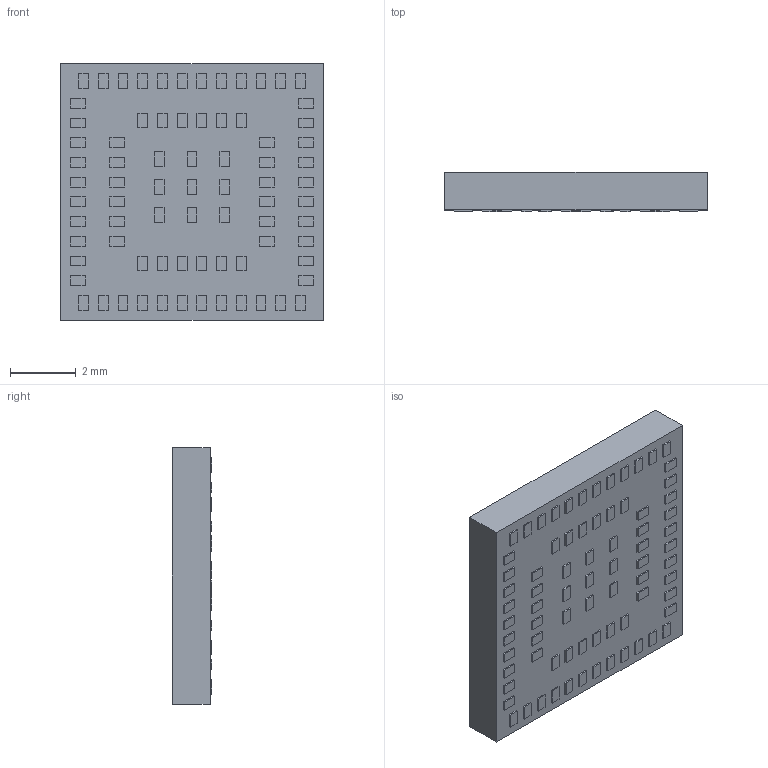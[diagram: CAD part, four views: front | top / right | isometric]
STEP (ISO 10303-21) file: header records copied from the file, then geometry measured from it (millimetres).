
FILE_DESCRIPTION (( 'STEP AP214' ), '1' );
FILE_NAME ('LBEE5PK2AE-564.STEP', '2023-09-20T17:34:40', ( '' ), ( '' ), 'SwSTEP 2.0', 'SolidWorks 2021', '' );
FILE_SCHEMA (( 'AUTOMOTIVE_DESIGN' ));
Length unit declared in the file: millimetre
Products named in the file (1): LBEE5PK2AE-564
Bounding box: 8 x 1.2 x 7.8 mm (x, y, z)
Volume: 72.2 mm3; surface area: 166.3 mm2
Topology: 1 solids, 1 shells, 391 faces, 936 edges, 624 vertices
Faces by surface type: plane 391
Entity records: 15425 total; most frequent: CARTESIAN_POINT 1952, ORIENTED_EDGE 1872, DIRECTION 1720, EDGE_CURVE 936, VECTOR 936, LINE 936, VERTEX_POINT 624, EDGE_LOOP 468
